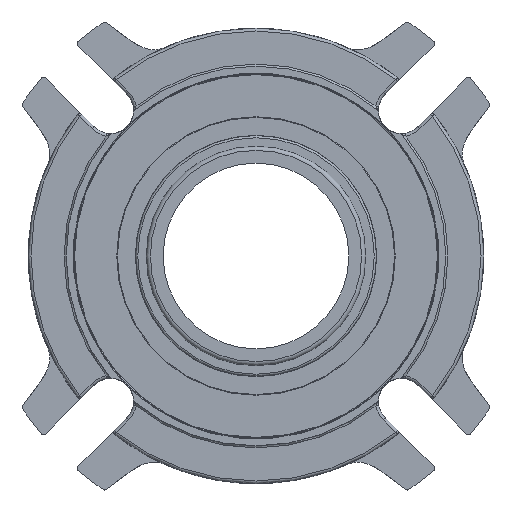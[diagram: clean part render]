
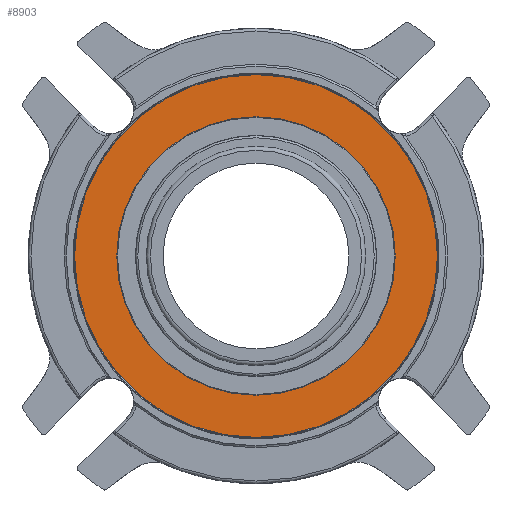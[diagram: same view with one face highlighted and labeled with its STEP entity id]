
A CAD part, left-side view. The second image highlights one B-rep face of the part: STEP entity #8903.
In plain terms, the highlighted planar face has unit normal (-1, 0, 0).
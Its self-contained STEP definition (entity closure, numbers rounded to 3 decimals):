
#1533=PLANE('',#10008);
#4175=ORIENTED_EDGE('',*,*,#5513,.T.);
#4176=ORIENTED_EDGE('',*,*,#5512,.T.);
#5512=EDGE_CURVE('',#6331,#6331,#6915,.T.);
#5513=EDGE_CURVE('',#6332,#6332,#6916,.F.);
#6331=VERTEX_POINT('',#17511);
#6332=VERTEX_POINT('',#17514);
#6915=CIRCLE('',#10007,68.263);
#6916=CIRCLE('',#10009,52.388);
#7513=EDGE_LOOP('',(#4175));
#7514=EDGE_LOOP('',(#4176));
#8132=FACE_BOUND('',#7513,.T.);
#8133=FACE_BOUND('',#7514,.T.);
#8903=ADVANCED_FACE('',(#8132,#8133),#1533,.T.);
#10007=AXIS2_PLACEMENT_3D('',#17510,#12663,#12664);
#10008=AXIS2_PLACEMENT_3D('',#17512,#12665,#12666);
#10009=AXIS2_PLACEMENT_3D('',#17513,#12667,#12668);
#12663=DIRECTION('',(-1.,0.,0.));
#12664=DIRECTION('',(0.,0.,1.));
#12665=DIRECTION('',(-1.,0.,0.));
#12666=DIRECTION('',(0.,0.,1.));
#12667=DIRECTION('',(-1.,0.,0.));
#12668=DIRECTION('',(0.,0.,1.));
#17510=CARTESIAN_POINT('',(9.881,0.,0.));
#17511=CARTESIAN_POINT('',(9.881,0.,68.263));
#17512=CARTESIAN_POINT('',(9.881,0.,58.738));
#17513=CARTESIAN_POINT('',(9.881,0.,0.));
#17514=CARTESIAN_POINT('',(9.881,0.,52.388));
